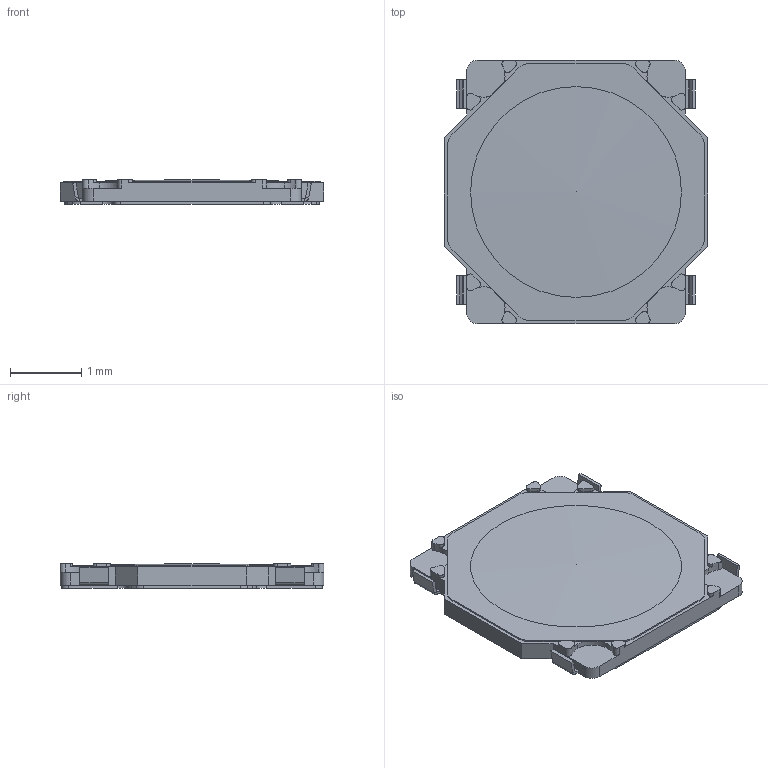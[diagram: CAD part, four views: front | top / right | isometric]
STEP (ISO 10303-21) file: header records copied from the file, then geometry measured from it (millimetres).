
FILE_DESCRIPTION(('FreeCAD Model'),'2;1');
FILE_NAME('ALPS_SKRWAEE030.step','2021-07-03T21:07:00',('kicad StepUp'),('ksu MCAD' ),'Open CASCADE STEP processor 7.3','FreeCAD','Unknown');
FILE_SCHEMA(('AUTOMOTIVE_DESIGN { 1 0 10303 214 1 1 1 1 }'));
Length unit declared in the file: millimetre
Products named in the file (1): ALPS_SKRWAEE030
Bounding box: 3.7 x 3.7 x 0.35 mm (x, y, z)
Volume: 4 mm3; surface area: 30.8 mm2
Topology: 1 solids, 1 shells, 187 faces, 517 edges, 332 vertices
Faces by surface type: plane 114, cylinder 72, sphere 1
Entity records: 7270 total; most frequent: DIRECTION 1054, CARTESIAN_POINT 1039, ORIENTED_EDGE 1032, EDGE_CURVE 516, LINE 352, VECTOR 352, AXIS2_PLACEMENT_3D 351, VERTEX_POINT 332
